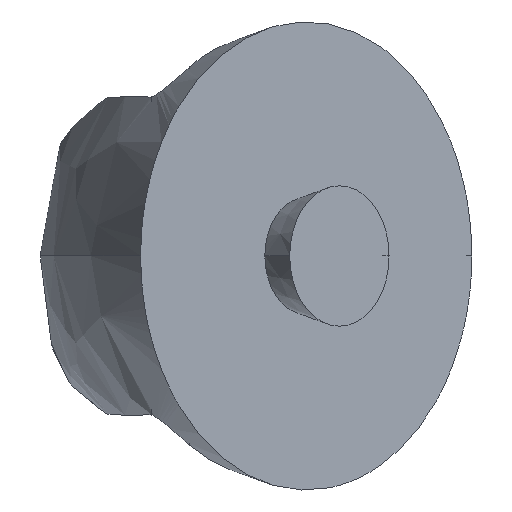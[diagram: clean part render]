
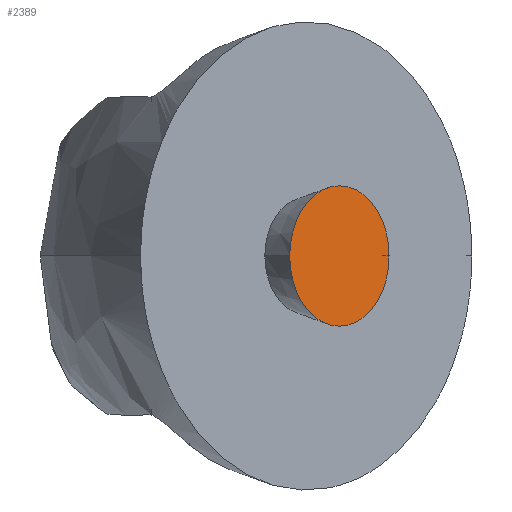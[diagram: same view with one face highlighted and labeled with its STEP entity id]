
A CAD part, front view. The second image highlights one B-rep face of the part: STEP entity #2389.
In plain terms, the highlighted planar face has unit normal (0.707, -0.707, 0).
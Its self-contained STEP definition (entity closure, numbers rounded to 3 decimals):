
#651 = DIRECTION ( 'NONE',  ( -0.707, 0.707, 0. ) ) ;
#1325 = CIRCLE ( 'NONE', #6306, 6. ) ;
#2389 = ADVANCED_FACE ( 'NONE', ( #5651 ), #4284, .T. ) ;
#2525 = EDGE_LOOP ( 'NONE', ( #5157, #5749 ) ) ;
#3252 = VERTEX_POINT ( 'NONE', #6651 ) ;
#3724 = DIRECTION ( 'NONE',  ( -0.707, -0.707, 0. ) ) ;
#4089 = DIRECTION ( 'NONE',  ( -0.707, 0.707, 0. ) ) ;
#4284 = PLANE ( 'NONE',  #7002 ) ;
#4866 = DIRECTION ( 'NONE',  ( 0.707, 0.707, 0. ) ) ;
#4957 = CARTESIAN_POINT ( 'NONE',  ( 2.828, -182.828, 10. ) ) ;
#4962 = CARTESIAN_POINT ( 'NONE',  ( 7.071, -178.586, 10. ) ) ;
#5157 = ORIENTED_EDGE ( 'NONE', *, *, #6009, .F. ) ;
#5496 = CIRCLE ( 'NONE', #5979, 6. ) ;
#5651 = FACE_OUTER_BOUND ( 'NONE', #2525, .T. ) ;
#5749 = ORIENTED_EDGE ( 'NONE', *, *, #5856, .F. ) ;
#5760 = VERTEX_POINT ( 'NONE', #7135 ) ;
#5811 = CARTESIAN_POINT ( 'NONE',  ( 2.828, -182.828, 10. ) ) ;
#5856 = EDGE_CURVE ( 'NONE', #3252, #5760, #1325, .T. ) ;
#5979 = AXIS2_PLACEMENT_3D ( 'NONE', #4957, #4089, #8693 ) ;
#6009 = EDGE_CURVE ( 'NONE', #5760, #3252, #5496, .T. ) ;
#6306 = AXIS2_PLACEMENT_3D ( 'NONE', #5811, #651, #3724 ) ;
#6522 = DIRECTION ( 'NONE',  ( 0.707, -0.707, 0. ) ) ;
#6651 = CARTESIAN_POINT ( 'NONE',  ( -1.414, -187.071, 10. ) ) ;
#7002 = AXIS2_PLACEMENT_3D ( 'NONE', #4962, #6522, #4866 ) ;
#7135 = CARTESIAN_POINT ( 'NONE',  ( 7.071, -178.586, 10. ) ) ;
#8693 = DIRECTION ( 'NONE',  ( -0.707, -0.707, 0. ) ) ;
